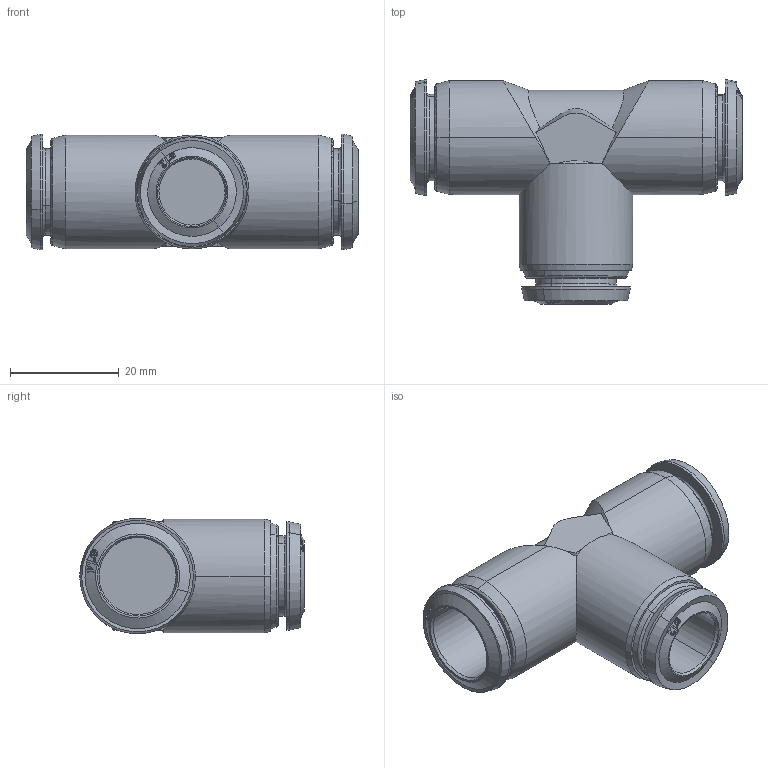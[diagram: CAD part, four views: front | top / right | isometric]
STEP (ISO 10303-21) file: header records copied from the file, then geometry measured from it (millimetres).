
FILE_DESCRIPTION (( 'STEP AP214' ), '1' );
FILE_NAME ('5523000014A.step', '2012-10-02T17:44:23', ( '' ), ( '' ), 'SwSTEP 2.0', 'SolidWorks 2012', '' );
FILE_SCHEMA (( 'AUTOMOTIVE_DESIGN' ));
Length unit declared in the file: millimetre
Products named in the file (1): 5523000014A
Bounding box: 61.2 x 41.34 x 21.29 mm (x, y, z)
Volume: 21634.1 mm3; surface area: 8039.4 mm2
Topology: 1 solids, 1 shells, 243 faces, 629 edges, 412 vertices
Faces by surface type: bspline 126, cone 53, plane 27, cylinder 25, torus 12
Entity records: 14168 total; most frequent: CARTESIAN_POINT 8906, ORIENTED_EDGE 1258, EDGE_CURVE 629, DIRECTION 531, B_SPLINE_CURVE_WITH_KNOTS 420, VERTEX_POINT 412, EDGE_LOOP 267, FACE_OUTER_BOUND 243
